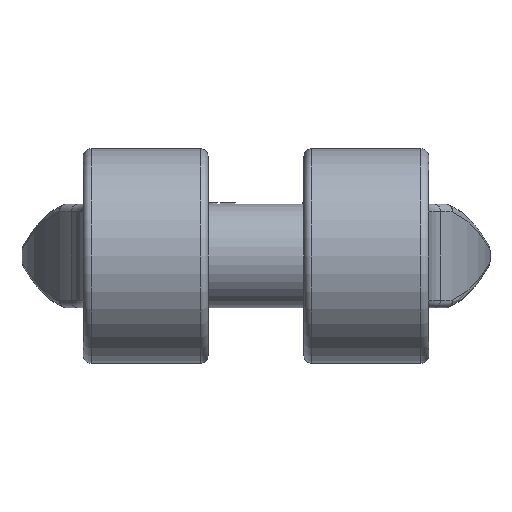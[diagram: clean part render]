
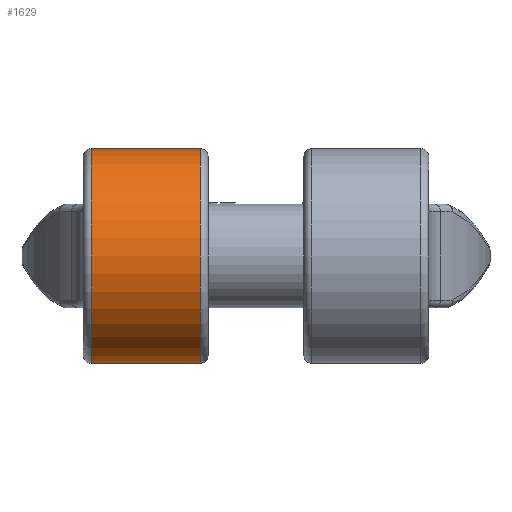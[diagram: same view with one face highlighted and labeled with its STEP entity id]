
A CAD part, front view. The second image highlights one B-rep face of the part: STEP entity #1629.
In plain terms, the highlighted cylindrical face has radius 28 mm (diameter 56 mm), a partial arc.
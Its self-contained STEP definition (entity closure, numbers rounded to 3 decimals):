
#675=LINE('',#6812,#950);
#676=LINE('',#6818,#951);
#950=VECTOR('',#5252,1.);
#951=VECTOR('',#5259,1.);
#1364=FACE_OUTER_BOUND('',#1968,.T.);
#1629=ADVANCED_FACE('',(#1364),#1893,.T.);
#1893=CYLINDRICAL_SURFACE('',#4892,28.);
#1968=EDGE_LOOP('',(#2441,#2442,#2443,#2444));
#2441=ORIENTED_EDGE('',*,*,#4261,.F.);
#2442=ORIENTED_EDGE('',*,*,#4263,.T.);
#2443=ORIENTED_EDGE('',*,*,#4264,.T.);
#2444=ORIENTED_EDGE('',*,*,#4265,.T.);
#3813=VERTEX_POINT('',#6811);
#3814=VERTEX_POINT('',#6813);
#3815=VERTEX_POINT('',#6817);
#3816=VERTEX_POINT('',#6819);
#4261=EDGE_CURVE('',#3813,#3814,#675,.T.);
#4263=EDGE_CURVE('',#3813,#3815,#4781,.T.);
#4264=EDGE_CURVE('',#3815,#3816,#676,.T.);
#4265=EDGE_CURVE('',#3816,#3814,#4782,.T.);
#4781=CIRCLE('',#4890,28.);
#4782=CIRCLE('',#4891,28.);
#4890=AXIS2_PLACEMENT_3D('',#6816,#5257,#5258);
#4891=AXIS2_PLACEMENT_3D('',#6820,#5260,#5261);
#4892=AXIS2_PLACEMENT_3D('',#6821,#5262,#5263);
#5252=DIRECTION('',(1.,0.,0.));
#5257=DIRECTION('',(1.,0.,0.));
#5258=DIRECTION('',(0.,1.,0.));
#5259=DIRECTION('',(1.,0.,0.));
#5260=DIRECTION('',(-1.,0.,0.));
#5261=DIRECTION('',(0.,0.,1.));
#5262=DIRECTION('',(1.,0.,0.));
#5263=DIRECTION('',(0.,0.,-1.));
#6811=CARTESIAN_POINT('',(-43.,-70.225,18.773));
#6812=CARTESIAN_POINT('',(-120.,-70.225,18.773));
#6813=CARTESIAN_POINT('',(-14.5,-70.225,18.773));
#6816=CARTESIAN_POINT('',(-43.,-91.,0.));
#6817=CARTESIAN_POINT('',(-43.,-70.225,-18.773));
#6818=CARTESIAN_POINT('',(-120.,-70.225,-18.773));
#6819=CARTESIAN_POINT('',(-14.5,-70.225,-18.773));
#6820=CARTESIAN_POINT('',(-14.5,-91.,0.));
#6821=CARTESIAN_POINT('',(-120.,-91.,0.));
